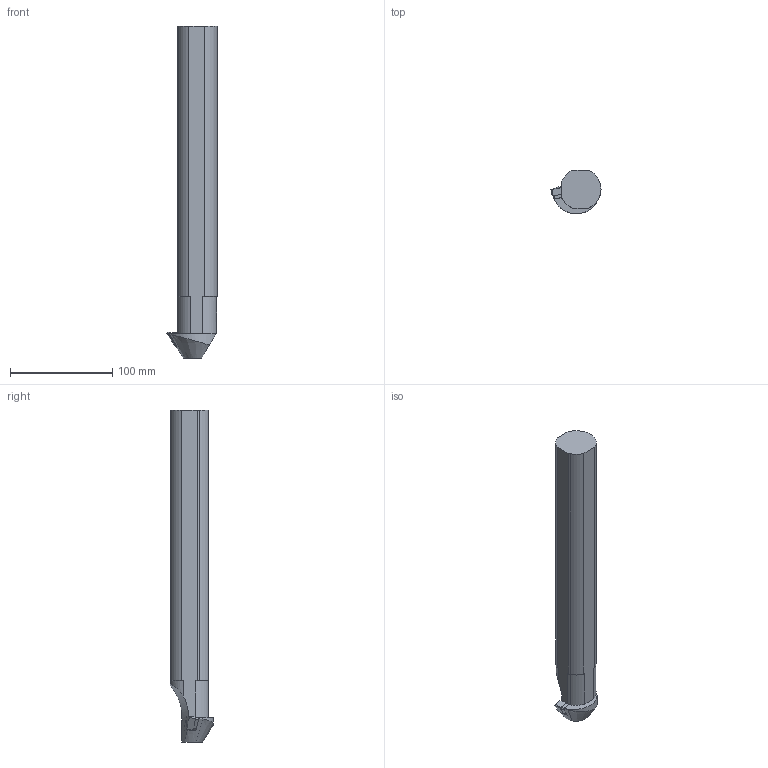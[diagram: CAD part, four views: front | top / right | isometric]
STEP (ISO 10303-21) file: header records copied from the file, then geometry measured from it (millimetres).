
FILE_DESCRIPTION(('CATIA V5 STEP','CAx-IF Rec.Pracs.--- Model Styling and Organization---1.2---2011-12-15'),'2;1');
FILE_NAME('3604902 - S40T PDZNR 15_STPL.stp','2016-11-18T06:22:01+00:00',('none'),('none'),'CATIA Version 5 Release 21 SP 5 (IN-10)','CATIA V5 STEP AP214','none');
FILE_SCHEMA(('AUTOMOTIVE_DESIGN { 1 0 10303 214 1 1 1 1 }'));
Length unit declared in the file: millimetre
Products named in the file (1): S40T PDZNR 15
Bounding box: 48.99 x 42.1 x 325 mm (x, y, z)
Volume: 370361.3 mm3; surface area: 42779.7 mm2
Topology: 2 solids, 2 shells, 56 faces, 160 edges, 109 vertices
Faces by surface type: plane 27, cylinder 22, cone 7
Entity records: 1973 total; most frequent: CARTESIAN_POINT 497, ORIENTED_EDGE 304, DIRECTION 224, EDGE_CURVE 152, VERTEX_POINT 100, AXIS2_PLACEMENT_3D 93, VECTOR 84, LINE 84
